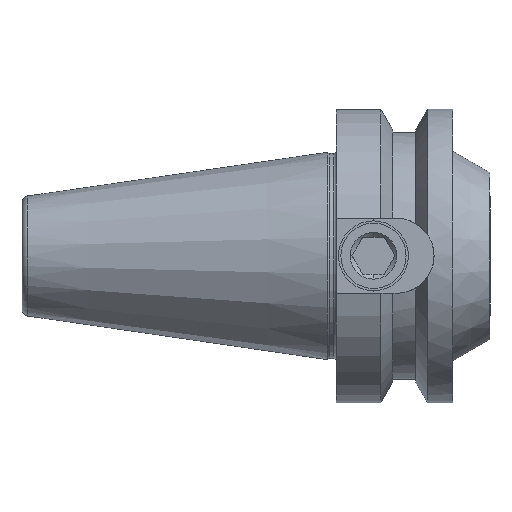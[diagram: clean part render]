
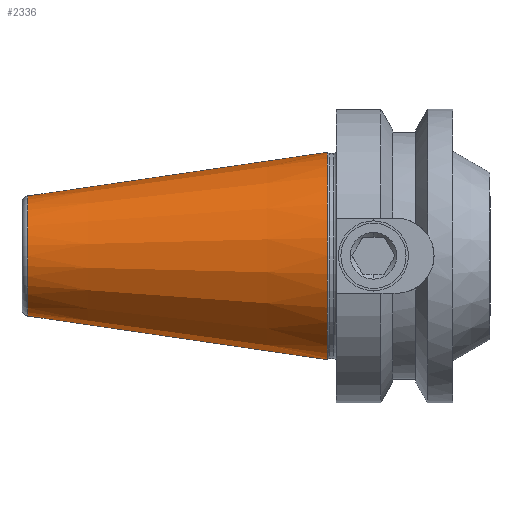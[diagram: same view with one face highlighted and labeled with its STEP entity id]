
A CAD part, top view. The second image highlights one B-rep face of the part: STEP entity #2336.
In plain terms, the highlighted conical face has half-angle 8.297 degrees and reference radius 22.24 mm.
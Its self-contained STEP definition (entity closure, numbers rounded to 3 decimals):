
#234 = CARTESIAN_POINT ( 'NONE',  ( 65.5, -22.24, 0. ) ) ;
#268 = CONICAL_SURFACE ( 'NONE', #1950, 22.24, 0.145 ) ;
#286 = FACE_OUTER_BOUND ( 'NONE', #1727, .T. ) ;
#343 = DIRECTION ( 'NONE',  ( 1., 0., 0. ) ) ;
#437 = VECTOR ( 'NONE', #705, 1000. ) ;
#445 = CIRCLE ( 'NONE', #2078, 12.875 ) ;
#460 = CIRCLE ( 'NONE', #2099, 22.24 ) ;
#462 = VECTOR ( 'NONE', #2590, 1000. ) ;
#469 = LINE ( 'NONE', #234, #462 ) ;
#473 = LINE ( 'NONE', #2126, #437 ) ;
#705 = DIRECTION ( 'NONE',  ( 0.99, 0.144, 0. ) ) ;
#717 = CARTESIAN_POINT ( 'NONE',  ( 1.284, 0., 0. ) ) ;
#936 = DIRECTION ( 'NONE',  ( 0., -1., 0. ) ) ;
#955 = CARTESIAN_POINT ( 'NONE',  ( 65.5, -22.24, 0. ) ) ;
#1032 = CARTESIAN_POINT ( 'NONE',  ( 1.284, -12.875, 0. ) ) ;
#1137 = CARTESIAN_POINT ( 'NONE',  ( 65.5, 0., 0. ) ) ;
#1206 = CARTESIAN_POINT ( 'NONE',  ( 65.5, 0., 0. ) ) ;
#1210 = CARTESIAN_POINT ( 'NONE',  ( 65.5, 22.24, 0. ) ) ;
#1266 = ORIENTED_EDGE ( 'NONE', *, *, #1986, .F. ) ;
#1272 = ORIENTED_EDGE ( 'NONE', *, *, #1936, .T. ) ;
#1276 = ORIENTED_EDGE ( 'NONE', *, *, #1946, .T. ) ;
#1281 = ORIENTED_EDGE ( 'NONE', *, *, #1993, .F. ) ;
#1318 = VERTEX_POINT ( 'NONE', #1210 ) ;
#1354 = DIRECTION ( 'NONE',  ( 0., -1., 0. ) ) ;
#1516 = VERTEX_POINT ( 'NONE', #2017 ) ;
#1727 = EDGE_LOOP ( 'NONE', ( #1266, #1272, #1276, #1281 ) ) ;
#1936 = EDGE_CURVE ( 'NONE', #2873, #2694, #469, .T. ) ;
#1946 = EDGE_CURVE ( 'NONE', #2694, #1318, #460, .T. ) ;
#1950 = AXIS2_PLACEMENT_3D ( 'NONE', #1206, #343, #2651 ) ;
#1986 = EDGE_CURVE ( 'NONE', #2873, #1516, #445, .T. ) ;
#1993 = EDGE_CURVE ( 'NONE', #1516, #1318, #473, .T. ) ;
#2017 = CARTESIAN_POINT ( 'NONE',  ( 1.284, 12.875, 0. ) ) ;
#2078 = AXIS2_PLACEMENT_3D ( 'NONE', #717, #2403, #936 ) ;
#2099 = AXIS2_PLACEMENT_3D ( 'NONE', #1137, #2751, #1354 ) ;
#2126 = CARTESIAN_POINT ( 'NONE',  ( 65.5, 22.24, 0. ) ) ;
#2336 = ADVANCED_FACE ( 'NONE', ( #286 ), #268, .T. ) ;
#2403 = DIRECTION ( 'NONE',  ( -1., 0., 0. ) ) ;
#2590 = DIRECTION ( 'NONE',  ( 0.99, -0.144, 0. ) ) ;
#2651 = DIRECTION ( 'NONE',  ( 0., 1., 0. ) ) ;
#2694 = VERTEX_POINT ( 'NONE', #955 ) ;
#2751 = DIRECTION ( 'NONE',  ( -1., 0., 0. ) ) ;
#2873 = VERTEX_POINT ( 'NONE', #1032 ) ;
